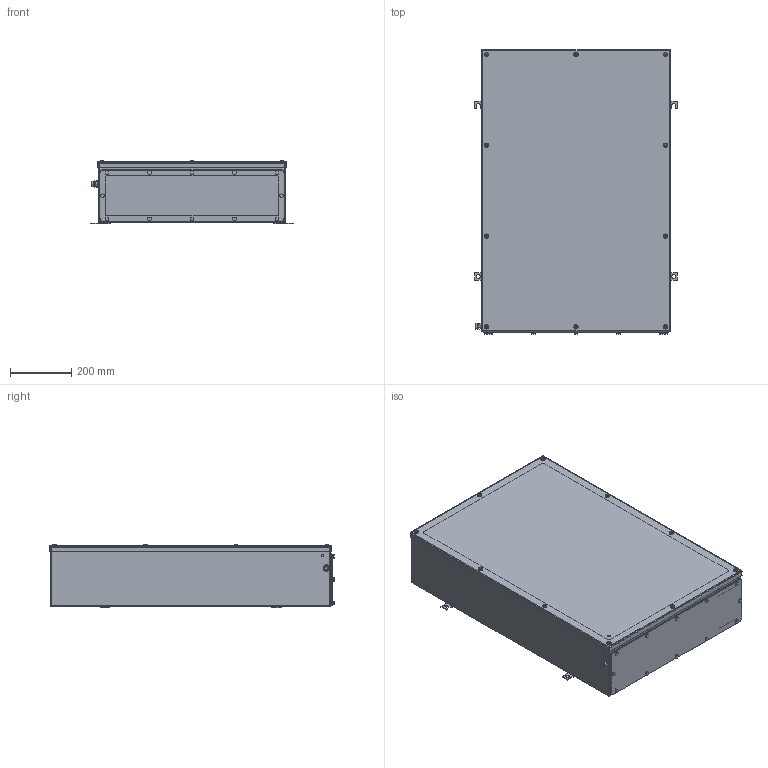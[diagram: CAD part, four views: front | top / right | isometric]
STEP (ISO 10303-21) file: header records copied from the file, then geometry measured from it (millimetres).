
FILE_DESCRIPTION(('CATIA V5 STEP Exchange','CAx-IF Rec.Pracs.--- Model Styling and Organization---1.4--- 2014-01-23'),'2;1');
FILE_NAME ('008705-4_2_1196660000_1196660000.stp','2019-09-25T11:02:37+00:00',('none'),('Weidmueller'),'CATIA Version 5-6 Release 2016 SP3 HF44','CATIA V5 STEP AP214','none');
FILE_SCHEMA(('AUTOMOTIVE_DESIGN { 1 0 10303 214 1 1 1 1 }'));
Products named in the file (1): Product6_AllCATPart
Bounding box: 661 x 927.5 x 208.5 mm (x, y, z)
Volume: 3305976.3 mm3; surface area: 4026374.5 mm2
Topology: 91 solids, 91 shells, 1955 faces, 4498 edges, 2777 vertices
Faces by surface type: cylinder 808, plane 645, cone 422, torus 64, sphere 16
Entity records: 52139 total; most frequent: CARTESIAN_POINT 11067, ORIENTED_EDGE 8840, DIRECTION 6815, EDGE_CURVE 4420, AXIS2_PLACEMENT_3D 3338, VERTEX_POINT 2777, EDGE_LOOP 2261, VECTOR 2094
